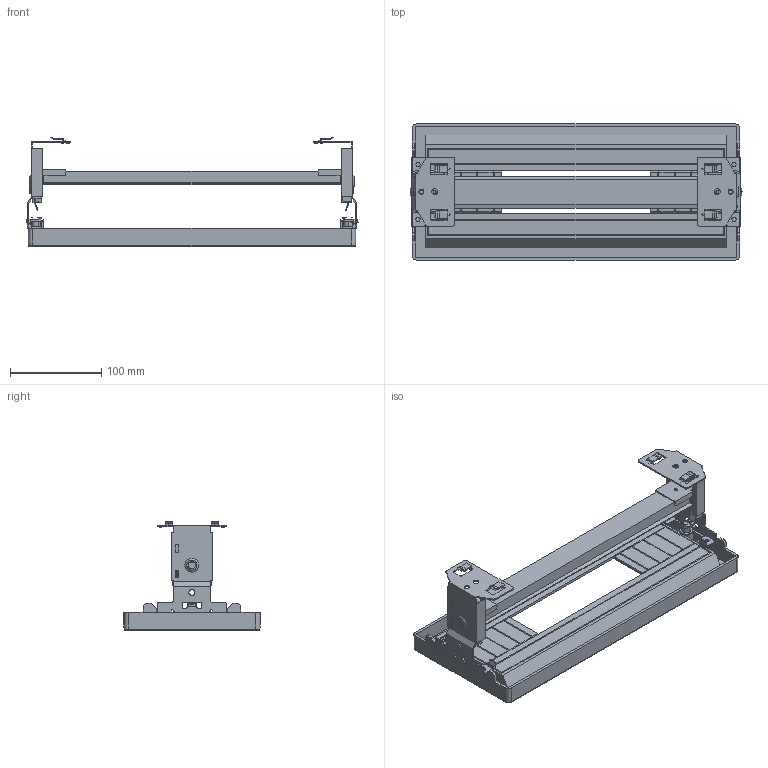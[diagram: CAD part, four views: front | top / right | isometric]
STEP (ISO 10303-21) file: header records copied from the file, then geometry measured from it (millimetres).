
FILE_DESCRIPTION((''),'2;1');
FILE_NAME('GW46421F_ASM','2021-04-08T10:31:35',('User'),('Axiro Italia'),'CREO PARAMETRIC BY PTC INC, 2020354','CREO PARAMETRIC BY PTC INC, 2020354','');
FILE_SCHEMA(('CONFIG_CONTROL_DESIGN'));
Length unit declared in the file: millimetre
Products named in the file (3): 55721435XXXX_GUIDA_DIN_18M_H15; 55710602_D2_MOSTRINA_CON_FINEST; GW46421F_ASM
Assembly tree (2 placements, depth 2):
  GW46421F_ASM
    55721435XXXX_GUIDA_DIN_18M_H15
    55710602_D2_MOSTRINA_CON_FINEST
Bounding box: 362.99 x 149 x 119.87 mm (x, y, z)
Volume: 287642 mm3; surface area: 251804.5 mm2
Topology: 2 solids, 2 shells, 1050 faces, 3057 edges, 1982 vertices
Faces by surface type: plane 742, cylinder 256, cone 24, sphere 24, torus 4
Entity records: 35350 total; most frequent: CARTESIAN_POINT 7218, ORIENTED_EDGE 6082, DIRECTION 5567, EDGE_CURVE 3041, VECTOR 2363, LINE 2363, VERTEX_POINT 1982, AXIS2_PLACEMENT_3D 1602
